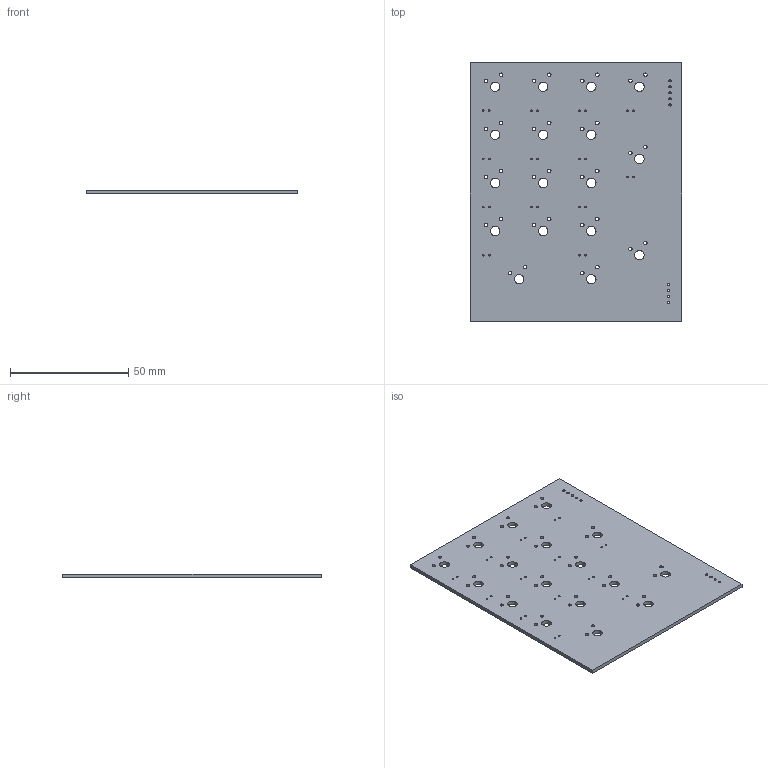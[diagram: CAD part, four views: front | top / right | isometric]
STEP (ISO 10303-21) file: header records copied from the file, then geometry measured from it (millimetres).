
FILE_DESCRIPTION(('KiCad electronic assembly'),'2;1');
FILE_NAME('macro.step','2022-08-21T17:11:22',('Pcbnew'),('Kicad'), 'Open CASCADE STEP processor 7.6','KiCad to STEP converter','Unknown' );
FILE_SCHEMA(('AUTOMOTIVE_DESIGN { 1 0 10303 214 1 1 1 1 }'));
Length unit declared in the file: millimetre
Products named in the file (2): macro 1; macro PCB
Assembly tree (1 placements, depth 2):
  macro 1
    macro PCB
Bounding box: 89.15 x 109.22 x 1.6 mm (x, y, z)
Volume: 15112.2 mm3; surface area: 20266.5 mm2
Topology: 1 solids, 1 shells, 92 faces, 270 edges, 180 vertices
Faces by surface type: cylinder 86, plane 6
Full cylindrical faces by diameter (mm): 0.75 x26, 1 x9, 1.5 x34, 4 x17
Entity records: 7067 total; most frequent: DIRECTION 1170, CARTESIAN_POINT 1084, ORIENTED_EDGE 540, PCURVE 540, DEFINITIONAL_REPRESENTATION 540, LINE 466, VECTOR 466, CIRCLE 344
